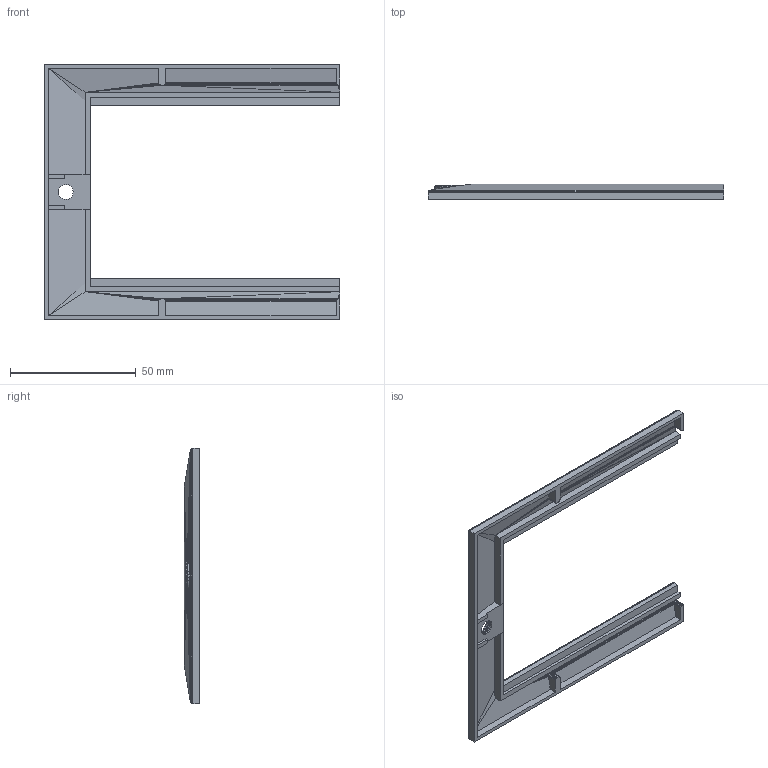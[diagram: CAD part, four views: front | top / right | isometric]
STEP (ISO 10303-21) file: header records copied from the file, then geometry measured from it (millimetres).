
FILE_DESCRIPTION(('FreeCAD Model'),'2;1');
FILE_NAME('Lamp cover.step', '2018-05-05T11:49:22',('Author'),(''), 'Open CASCADE STEP processor 6.8','FreeCAD','Unknown');
FILE_SCHEMA(('AUTOMOTIVE_DESIGN_CC2 { 1 2 10303 214 -1 1 5 4 }'));
Length unit declared in the file: millimetre
Products named in the file (1): Embellecedor001_(Solid)003
Bounding box: 117.5 x 6.14 x 101.5 mm (x, y, z)
Volume: 9985.7 mm3; surface area: 14526.1 mm2
Topology: 1 solids, 1 shells, 1023 faces, 2245 edges, 1224 vertices
Faces by surface type: plane 1023
Entity records: 26380 total; most frequent: CARTESIAN_POINT 4493, ORIENTED_EDGE 4490, DIRECTION 4293, EDGE_CURVE 2245, LINE 2245, VECTOR 2245, VERTEX_POINT 1224, FACE_BOUND 1025
